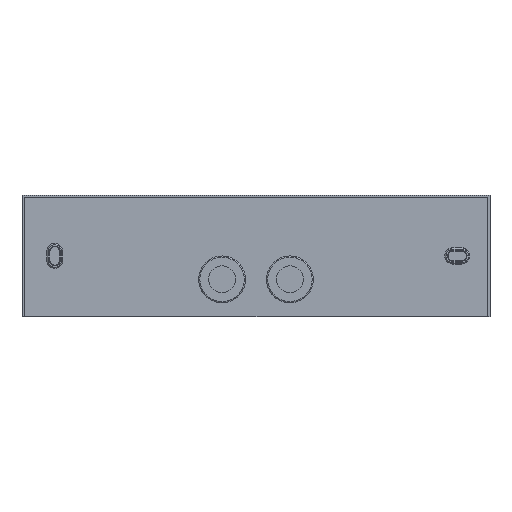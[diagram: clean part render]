
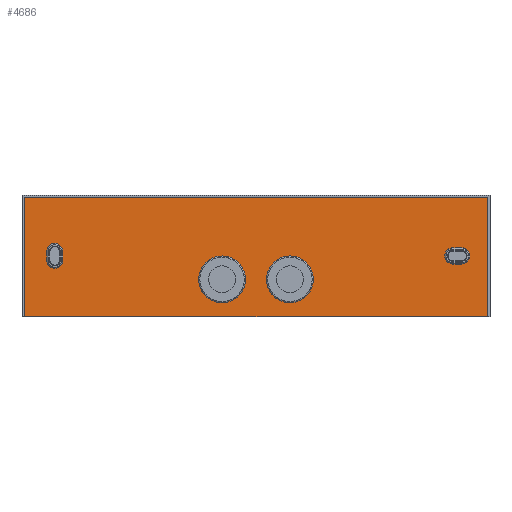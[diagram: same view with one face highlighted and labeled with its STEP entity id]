
A CAD part, top view. The second image highlights one B-rep face of the part: STEP entity #4686.
In plain terms, the highlighted planar face has unit normal (0, 0, 1).
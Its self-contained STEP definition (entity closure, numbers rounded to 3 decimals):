
#228=FACE_BOUND('',#810,.T.);
#229=FACE_BOUND('',#811,.T.);
#230=FACE_BOUND('',#812,.T.);
#231=FACE_BOUND('',#813,.T.);
#335=PLANE('',#5054);
#528=FACE_OUTER_BOUND('',#809,.T.);
#809=EDGE_LOOP('',(#3768,#3769,#3770,#3771));
#810=EDGE_LOOP('',(#3772));
#811=EDGE_LOOP('',(#3773));
#812=EDGE_LOOP('',(#3774,#3775,#3776,#3777));
#813=EDGE_LOOP('',(#3778,#3779,#3780,#3781));
#1180=LINE('',#6835,#1676);
#1191=LINE('',#6890,#1687);
#1193=LINE('',#6894,#1689);
#1194=LINE('',#6896,#1690);
#1195=LINE('',#6900,#1691);
#1196=LINE('',#6904,#1692);
#1197=LINE('',#6908,#1693);
#1198=LINE('',#6912,#1694);
#1676=VECTOR('',#5717,1.);
#1687=VECTOR('',#5784,1.);
#1689=VECTOR('',#5790,1.);
#1690=VECTOR('',#5793,1.);
#1691=VECTOR('',#5796,1.);
#1692=VECTOR('',#5799,1.);
#1693=VECTOR('',#5802,1.);
#1694=VECTOR('',#5805,1.);
#2000=CIRCLE('',#5026,10.);
#2012=CIRCLE('',#5048,10.);
#2013=CIRCLE('',#5055,3.45);
#2014=CIRCLE('',#5056,3.45);
#2015=CIRCLE('',#5057,3.45);
#2016=CIRCLE('',#5058,3.45);
#2216=VERTEX_POINT('',#6832);
#2217=VERTEX_POINT('',#6834);
#2220=VERTEX_POINT('',#6842);
#2230=VERTEX_POINT('',#6879);
#2232=VERTEX_POINT('',#6887);
#2233=VERTEX_POINT('',#6889);
#2234=VERTEX_POINT('',#6898);
#2235=VERTEX_POINT('',#6899);
#2236=VERTEX_POINT('',#6901);
#2237=VERTEX_POINT('',#6903);
#2238=VERTEX_POINT('',#6906);
#2239=VERTEX_POINT('',#6907);
#2240=VERTEX_POINT('',#6909);
#2241=VERTEX_POINT('',#6911);
#2759=EDGE_CURVE('',#2217,#2216,#1180,.T.);
#2763=EDGE_CURVE('',#2220,#2220,#2000,.T.);
#2780=EDGE_CURVE('',#2230,#2230,#2012,.T.);
#2784=EDGE_CURVE('',#2232,#2233,#1191,.T.);
#2786=EDGE_CURVE('',#2217,#2232,#1193,.T.);
#2787=EDGE_CURVE('',#2216,#2233,#1194,.T.);
#2788=EDGE_CURVE('',#2234,#2235,#1195,.T.);
#2789=EDGE_CURVE('',#2236,#2234,#2013,.T.);
#2790=EDGE_CURVE('',#2237,#2236,#1196,.T.);
#2791=EDGE_CURVE('',#2235,#2237,#2014,.T.);
#2792=EDGE_CURVE('',#2238,#2239,#1197,.T.);
#2793=EDGE_CURVE('',#2240,#2238,#2015,.T.);
#2794=EDGE_CURVE('',#2241,#2240,#1198,.T.);
#2795=EDGE_CURVE('',#2239,#2241,#2016,.T.);
#3768=ORIENTED_EDGE('',*,*,#2787,.T.);
#3769=ORIENTED_EDGE('',*,*,#2784,.F.);
#3770=ORIENTED_EDGE('',*,*,#2786,.F.);
#3771=ORIENTED_EDGE('',*,*,#2759,.T.);
#3772=ORIENTED_EDGE('',*,*,#2763,.T.);
#3773=ORIENTED_EDGE('',*,*,#2780,.T.);
#3774=ORIENTED_EDGE('',*,*,#2788,.F.);
#3775=ORIENTED_EDGE('',*,*,#2789,.F.);
#3776=ORIENTED_EDGE('',*,*,#2790,.F.);
#3777=ORIENTED_EDGE('',*,*,#2791,.F.);
#3778=ORIENTED_EDGE('',*,*,#2792,.F.);
#3779=ORIENTED_EDGE('',*,*,#2793,.F.);
#3780=ORIENTED_EDGE('',*,*,#2794,.F.);
#3781=ORIENTED_EDGE('',*,*,#2795,.F.);
#4686=ADVANCED_FACE('',(#528,#228,#229,#230,#231),#335,.T.);
#5026=AXIS2_PLACEMENT_3D('',#6844,#5726,#5727);
#5048=AXIS2_PLACEMENT_3D('',#6881,#5775,#5776);
#5054=AXIS2_PLACEMENT_3D('',#6897,#5794,#5795);
#5055=AXIS2_PLACEMENT_3D('',#6902,#5797,#5798);
#5056=AXIS2_PLACEMENT_3D('',#6905,#5800,#5801);
#5057=AXIS2_PLACEMENT_3D('',#6910,#5803,#5804);
#5058=AXIS2_PLACEMENT_3D('',#6913,#5806,#5807);
#5717=DIRECTION('',(0.,1.,0.));
#5726=DIRECTION('center_axis',(0.,0.,-1.));
#5727=DIRECTION('ref_axis',(0.,-1.,0.));
#5775=DIRECTION('center_axis',(0.,0.,-1.));
#5776=DIRECTION('ref_axis',(0.,-1.,0.));
#5784=DIRECTION('',(0.,1.,0.));
#5790=DIRECTION('',(-1.,0.,0.));
#5793=DIRECTION('',(-1.,0.,0.));
#5794=DIRECTION('center_axis',(0.,0.,1.));
#5795=DIRECTION('ref_axis',(-1.,0.,0.));
#5796=DIRECTION('',(-1.,0.,0.));
#5797=DIRECTION('center_axis',(0.,0.,1.));
#5798=DIRECTION('ref_axis',(-1.,0.,0.));
#5799=DIRECTION('',(1.,0.,0.));
#5800=DIRECTION('center_axis',(0.,0.,1.));
#5801=DIRECTION('ref_axis',(-1.,0.,0.));
#5802=DIRECTION('',(0.,-1.,0.));
#5803=DIRECTION('center_axis',(0.,0.,1.));
#5804=DIRECTION('ref_axis',(-1.,0.,0.));
#5805=DIRECTION('',(0.,1.,0.));
#5806=DIRECTION('center_axis',(0.,0.,1.));
#5807=DIRECTION('ref_axis',(-1.,0.,0.));
#6832=CARTESIAN_POINT('',(743.9,221.9,70.));
#6834=CARTESIAN_POINT('',(743.9,171.,70.));
#6835=CARTESIAN_POINT('',(743.9,196.45,70.));
#6842=CARTESIAN_POINT('',(630.5,197.,70.));
#6844=CARTESIAN_POINT('Origin',(630.5,187.,70.));
#6879=CARTESIAN_POINT('',(659.5,197.,70.));
#6881=CARTESIAN_POINT('Origin',(659.5,187.,70.));
#6887=CARTESIAN_POINT('',(546.1,171.,70.));
#6889=CARTESIAN_POINT('',(546.1,221.9,70.));
#6890=CARTESIAN_POINT('',(546.1,196.45,70.));
#6894=CARTESIAN_POINT('',(744.5,171.,70.));
#6896=CARTESIAN_POINT('',(645.,221.9,70.));
#6897=CARTESIAN_POINT('Origin',(645.,199.5,70.));
#6898=CARTESIAN_POINT('',(732.9,200.45,70.));
#6899=CARTESIAN_POINT('',(729.1,200.45,70.));
#6900=CARTESIAN_POINT('',(644.,200.45,70.));
#6901=CARTESIAN_POINT('',(732.9,193.55,70.));
#6902=CARTESIAN_POINT('Origin',(732.9,197.,70.));
#6903=CARTESIAN_POINT('',(729.1,193.55,70.));
#6904=CARTESIAN_POINT('',(644.,193.55,70.));
#6905=CARTESIAN_POINT('Origin',(729.1,197.,70.));
#6906=CARTESIAN_POINT('',(555.55,198.9,70.));
#6907=CARTESIAN_POINT('',(555.55,195.1,70.));
#6908=CARTESIAN_POINT('',(555.55,194.5,70.));
#6909=CARTESIAN_POINT('',(562.45,198.9,70.));
#6910=CARTESIAN_POINT('Origin',(559.,198.9,70.));
#6911=CARTESIAN_POINT('',(562.45,195.1,70.));
#6912=CARTESIAN_POINT('',(562.45,194.5,70.));
#6913=CARTESIAN_POINT('Origin',(559.,195.1,70.));
